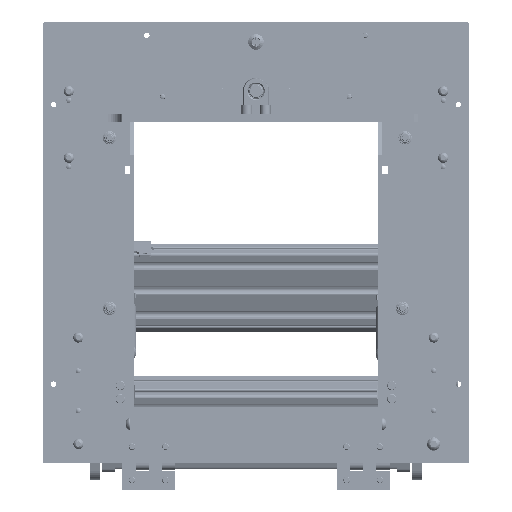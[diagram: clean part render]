
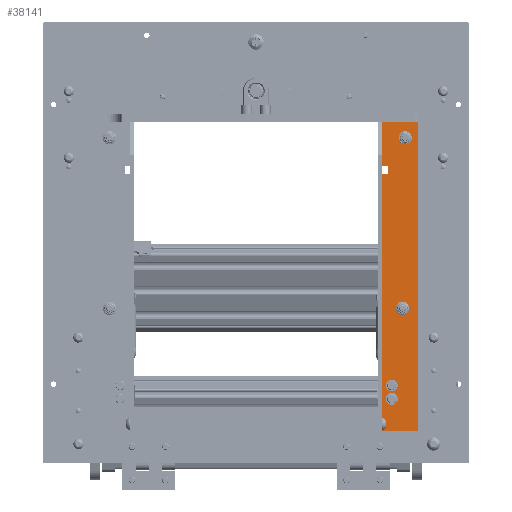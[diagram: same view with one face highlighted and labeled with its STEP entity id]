
A CAD part, front view. The second image highlights one B-rep face of the part: STEP entity #38141.
In plain terms, the highlighted planar face has unit normal (0, -1, 0).
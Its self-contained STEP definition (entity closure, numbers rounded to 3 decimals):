
#517 = LINE ( 'NONE', #2774, #58011 ) ;
#601 = ORIENTED_EDGE ( 'NONE', *, *, #3379, .T. ) ;
#1158 = AXIS2_PLACEMENT_3D ( 'NONE', #64625, #39905, #21266 ) ;
#1354 = AXIS2_PLACEMENT_3D ( 'NONE', #50250, #37515, #33138 ) ;
#1546 = DIRECTION ( 'NONE',  ( 0., 1., 0. ) ) ;
#1644 = DIRECTION ( 'NONE',  ( 0., 0., 1. ) ) ;
#1834 = VECTOR ( 'NONE', #11241, 1000. ) ;
#2652 = CIRCLE ( 'NONE', #1354, 2.5 ) ;
#2774 = CARTESIAN_POINT ( 'NONE',  ( -30., -3., 116. ) ) ;
#3379 = EDGE_CURVE ( 'NONE', #52371, #74533, #36747, .T. ) ;
#4319 = CARTESIAN_POINT ( 'NONE',  ( -30., -3., 116. ) ) ;
#5277 = VERTEX_POINT ( 'NONE', #29746 ) ;
#5644 = CARTESIAN_POINT ( 'NONE',  ( -30., -3., -77. ) ) ;
#6450 = DIRECTION ( 'NONE',  ( 0., 0., 1. ) ) ;
#6991 = EDGE_CURVE ( 'NONE', #78061, #47170, #47195, .T. ) ;
#7227 = CARTESIAN_POINT ( 'NONE',  ( -10., -3., 79.5 ) ) ;
#7652 = CARTESIAN_POINT ( 'NONE',  ( -30., -3., 116. ) ) ;
#7918 = FACE_BOUND ( 'NONE', #56010, .T. ) ;
#9033 = LINE ( 'NONE', #63153, #27151 ) ;
#10422 = CARTESIAN_POINT ( 'NONE',  ( -10., -3., 92. ) ) ;
#10623 = VERTEX_POINT ( 'NONE', #7227 ) ;
#10942 = VERTEX_POINT ( 'NONE', #24264 ) ;
#11241 = DIRECTION ( 'NONE',  ( 1., 0., 0. ) ) ;
#11600 = EDGE_LOOP ( 'NONE', ( #601, #18639 ) ) ;
#11831 = EDGE_CURVE ( 'NONE', #74533, #52371, #70798, .T. ) ;
#11987 = DIRECTION ( 'NONE',  ( 0., 0., 1. ) ) ;
#12060 = VECTOR ( 'NONE', #29292, 1000. ) ;
#13381 = EDGE_CURVE ( 'NONE', #10942, #66722, #9033, .T. ) ;
#14079 = CARTESIAN_POINT ( 'NONE',  ( -30., -3., -83. ) ) ;
#14866 = CARTESIAN_POINT ( 'NONE',  ( -20., -3., -104. ) ) ;
#14865 = CIRCLE ( 'NONE', #37649, 2.5 ) ;
#14970 = CARTESIAN_POINT ( 'NONE',  ( -3., -3., -83. ) ) ;
#15471 = FACE_BOUND ( 'NONE', #66253, .T. ) ;
#16308 = VERTEX_POINT ( 'NONE', #28930 ) ;
#18639 = ORIENTED_EDGE ( 'NONE', *, *, #11831, .T. ) ;
#21044 = DIRECTION ( 'NONE',  ( 0., 0., 1. ) ) ;
#21266 = DIRECTION ( 'NONE',  ( 0., 0., 1. ) ) ;
#21531 = ORIENTED_EDGE ( 'NONE', *, *, #25810, .T. ) ;
#21830 = FACE_BOUND ( 'NONE', #43853, .T. ) ;
#23173 = CARTESIAN_POINT ( 'NONE',  ( -10., -3., 82. ) ) ;
#24097 = EDGE_CURVE ( 'NONE', #5277, #52011, #67592, .T. ) ;
#24264 = CARTESIAN_POINT ( 'NONE',  ( -3., -3., 116. ) ) ;
#25193 = AXIS2_PLACEMENT_3D ( 'NONE', #46468, #45683, #1644 ) ;
#25490 = LINE ( 'NONE', #56474, #38491 ) ;
#25799 = DIRECTION ( 'NONE',  ( 0., 0., 1. ) ) ;
#25810 = EDGE_CURVE ( 'NONE', #16308, #10623, #2652, .T. ) ;
#26112 = EDGE_CURVE ( 'NONE', #10623, #16308, #43299, .T. ) ;
#26575 = VERTEX_POINT ( 'NONE', #14970 ) ;
#27151 = VECTOR ( 'NONE', #33692, 1000. ) ;
#28821 = ORIENTED_EDGE ( 'NONE', *, *, #51715, .T. ) ;
#28930 = CARTESIAN_POINT ( 'NONE',  ( -10., -3., 84.5 ) ) ;
#28998 = EDGE_CURVE ( 'NONE', #26575, #78061, #44300, .T. ) ;
#29292 = DIRECTION ( 'NONE',  ( 0., 0., 1. ) ) ;
#29746 = CARTESIAN_POINT ( 'NONE',  ( -18., -3., 21.5 ) ) ;
#30080 = CARTESIAN_POINT ( 'NONE',  ( -18., -3., 24. ) ) ;
#30229 = CIRCLE ( 'NONE', #25193, 2.5 ) ;
#30605 = ORIENTED_EDGE ( 'NONE', *, *, #26112, .T. ) ;
#31248 = CARTESIAN_POINT ( 'NONE',  ( -20., -3., -106.5 ) ) ;
#31812 = ORIENTED_EDGE ( 'NONE', *, *, #6991, .T. ) ;
#32380 = VERTEX_POINT ( 'NONE', #69311 ) ;
#32748 = DIRECTION ( 'NONE',  ( 0., 0., 1. ) ) ;
#33138 = DIRECTION ( 'NONE',  ( 0., 0., 1. ) ) ;
#33186 = AXIS2_PLACEMENT_3D ( 'NONE', #23173, #73322, #6450 ) ;
#33265 = AXIS2_PLACEMENT_3D ( 'NONE', #40394, #1546, #25799 ) ;
#33692 = DIRECTION ( 'NONE',  ( 0., 0., -1. ) ) ;
#33745 = CARTESIAN_POINT ( 'NONE',  ( -3., -3., -77. ) ) ;
#34686 = DIRECTION ( 'NONE',  ( 1., 0., 0. ) ) ;
#34745 = ORIENTED_EDGE ( 'NONE', *, *, #51629, .T. ) ;
#35087 = ORIENTED_EDGE ( 'NONE', *, *, #24097, .T. ) ;
#35207 = CARTESIAN_POINT ( 'NONE',  ( -20., -3., -101.5 ) ) ;
#35586 = ORIENTED_EDGE ( 'NONE', *, *, #44236, .F. ) ;
#36538 = ORIENTED_EDGE ( 'NONE', *, *, #13381, .F. ) ;
#36713 = VERTEX_POINT ( 'NONE', #47743 ) ;
#36747 = CIRCLE ( 'NONE', #1158, 2.5 ) ;
#37184 = DIRECTION ( 'NONE',  ( 0., 1., 0. ) ) ;
#37515 = DIRECTION ( 'NONE',  ( 0., 1., 0. ) ) ;
#37649 = AXIS2_PLACEMENT_3D ( 'NONE', #10422, #41021, #11987 ) ;
#38141 = ADVANCED_FACE ( 'NONE', ( #7918, #15471, #45273, #21830, #39309 ), #74788, .F. ) ;
#38308 = DIRECTION ( 'NONE',  ( -1., 0., 0. ) ) ;
#38339 = ORIENTED_EDGE ( 'NONE', *, *, #73860, .T. ) ;
#38491 = VECTOR ( 'NONE', #43368, 1000. ) ;
#38956 = ORIENTED_EDGE ( 'NONE', *, *, #28998, .T. ) ;
#39309 = FACE_OUTER_BOUND ( 'NONE', #56465, .T. ) ;
#39905 = DIRECTION ( 'NONE',  ( 0., 1., 0. ) ) ;
#40394 = CARTESIAN_POINT ( 'NONE',  ( -10., -3., 92. ) ) ;
#41021 = DIRECTION ( 'NONE',  ( 0., 1., 0. ) ) ;
#41429 = LINE ( 'NONE', #5644, #49151 ) ;
#41436 = LINE ( 'NONE', #65748, #1834 ) ;
#43138 = VECTOR ( 'NONE', #62529, 1000. ) ;
#43299 = CIRCLE ( 'NONE', #33186, 2.5 ) ;
#43368 = DIRECTION ( 'NONE',  ( 0., 0., -1. ) ) ;
#43596 = EDGE_CURVE ( 'NONE', #43947, #36713, #52343, .T. ) ;
#43853 = EDGE_LOOP ( 'NONE', ( #65014, #35087 ) ) ;
#43942 = VERTEX_POINT ( 'NONE', #62615 ) ;
#43947 = VERTEX_POINT ( 'NONE', #57406 ) ;
#44236 = EDGE_CURVE ( 'NONE', #48414, #10942, #62152, .T. ) ;
#44300 = LINE ( 'NONE', #14079, #62786 ) ;
#45273 = FACE_BOUND ( 'NONE', #11600, .T. ) ;
#45683 = DIRECTION ( 'NONE',  ( 0., 1., 0. ) ) ;
#46468 = CARTESIAN_POINT ( 'NONE',  ( -18., -3., 24. ) ) ;
#47170 = VERTEX_POINT ( 'NONE', #70683 ) ;
#47195 = LINE ( 'NONE', #52781, #12060 ) ;
#47743 = CARTESIAN_POINT ( 'NONE',  ( -10., -3., 94.5 ) ) ;
#48337 = CARTESIAN_POINT ( 'NONE',  ( -7., -3., -83. ) ) ;
#48414 = VERTEX_POINT ( 'NONE', #4319 ) ;
#49151 = VECTOR ( 'NONE', #34686, 1000. ) ;
#49450 = DIRECTION ( 'NONE',  ( 0., 0., -1. ) ) ;
#50250 = CARTESIAN_POINT ( 'NONE',  ( -10., -3., 82. ) ) ;
#50862 = DIRECTION ( 'NONE',  ( 0., 1., 0. ) ) ;
#51629 = EDGE_CURVE ( 'NONE', #36713, #43947, #14865, .T. ) ;
#51715 = EDGE_CURVE ( 'NONE', #47170, #66722, #41429, .T. ) ;
#52011 = VERTEX_POINT ( 'NONE', #77224 ) ;
#52343 = CIRCLE ( 'NONE', #33265, 2.5 ) ;
#52371 = VERTEX_POINT ( 'NONE', #35207 ) ;
#52781 = CARTESIAN_POINT ( 'NONE',  ( -7., -3., 116. ) ) ;
#53956 = EDGE_CURVE ( 'NONE', #26575, #43942, #25490, .T. ) ;
#54112 = AXIS2_PLACEMENT_3D ( 'NONE', #69601, #50862, #21044 ) ;
#55007 = EDGE_CURVE ( 'NONE', #32380, #43942, #41436, .T. ) ;
#55473 = ORIENTED_EDGE ( 'NONE', *, *, #53956, .F. ) ;
#56010 = EDGE_LOOP ( 'NONE', ( #21531, #30605 ) ) ;
#56465 = EDGE_LOOP ( 'NONE', ( #31812, #28821, #36538, #35586, #38339, #66487, #55473, #38956 ) ) ;
#56474 = CARTESIAN_POINT ( 'NONE',  ( -3., -3., 116. ) ) ;
#56718 = AXIS2_PLACEMENT_3D ( 'NONE', #14866, #68201, #32748 ) ;
#57406 = CARTESIAN_POINT ( 'NONE',  ( -10., -3., 89.5 ) ) ;
#58011 = VECTOR ( 'NONE', #49450, 1000. ) ;
#58831 = ORIENTED_EDGE ( 'NONE', *, *, #43596, .T. ) ;
#62152 = LINE ( 'NONE', #7652, #43138 ) ;
#62529 = DIRECTION ( 'NONE',  ( 1., 0., 0. ) ) ;
#62615 = CARTESIAN_POINT ( 'NONE',  ( -3., -3., -116. ) ) ;
#62786 = VECTOR ( 'NONE', #38308, 1000. ) ;
#63153 = CARTESIAN_POINT ( 'NONE',  ( -3., -3., 116. ) ) ;
#64625 = CARTESIAN_POINT ( 'NONE',  ( -20., -3., -104. ) ) ;
#65014 = ORIENTED_EDGE ( 'NONE', *, *, #67833, .T. ) ;
#65748 = CARTESIAN_POINT ( 'NONE',  ( -30., -3., -116. ) ) ;
#66238 = AXIS2_PLACEMENT_3D ( 'NONE', #30080, #37184, #66706 ) ;
#66253 = EDGE_LOOP ( 'NONE', ( #34745, #58831 ) ) ;
#66487 = ORIENTED_EDGE ( 'NONE', *, *, #55007, .T. ) ;
#66706 = DIRECTION ( 'NONE',  ( 0., 0., 1. ) ) ;
#66722 = VERTEX_POINT ( 'NONE', #33745 ) ;
#67592 = CIRCLE ( 'NONE', #66238, 2.5 ) ;
#67833 = EDGE_CURVE ( 'NONE', #52011, #5277, #30229, .T. ) ;
#68201 = DIRECTION ( 'NONE',  ( 0., 1., 0. ) ) ;
#69311 = CARTESIAN_POINT ( 'NONE',  ( -30., -3., -116. ) ) ;
#69601 = CARTESIAN_POINT ( 'NONE',  ( -30., -3., 116. ) ) ;
#70683 = CARTESIAN_POINT ( 'NONE',  ( -7., -3., -77. ) ) ;
#70798 = CIRCLE ( 'NONE', #56718, 2.5 ) ;
#73322 = DIRECTION ( 'NONE',  ( 0., 1., 0. ) ) ;
#73860 = EDGE_CURVE ( 'NONE', #48414, #32380, #517, .T. ) ;
#74533 = VERTEX_POINT ( 'NONE', #31248 ) ;
#74788 = PLANE ( 'NONE',  #54112 ) ;
#77224 = CARTESIAN_POINT ( 'NONE',  ( -18., -3., 26.5 ) ) ;
#78061 = VERTEX_POINT ( 'NONE', #48337 ) ;
